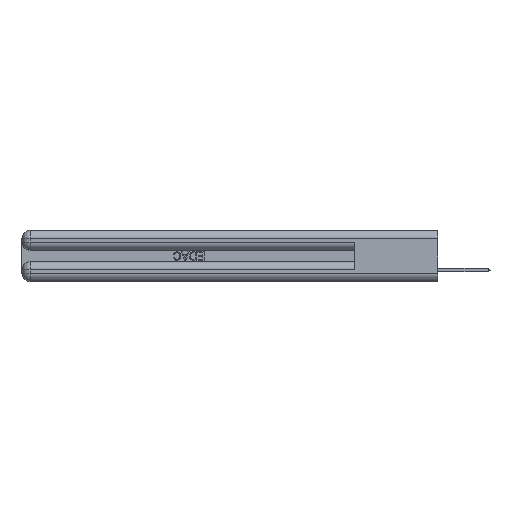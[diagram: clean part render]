
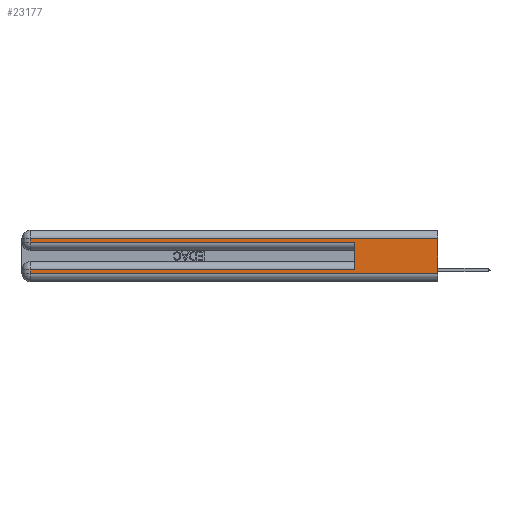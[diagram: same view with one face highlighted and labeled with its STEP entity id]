
A CAD part, left-side view. The second image highlights one B-rep face of the part: STEP entity #23177.
In plain terms, the highlighted planar face has unit normal (-1, 0, 0).
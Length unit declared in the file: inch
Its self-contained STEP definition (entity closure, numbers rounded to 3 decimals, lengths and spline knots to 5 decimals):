
#1038 = CARTESIAN_POINT ( 'NONE',  ( 0., 2.94, 0.06 ) ) ;
#1510 = CARTESIAN_POINT ( 'NONE',  ( 0., 2.94, 0.285 ) ) ;
#3448 = VERTEX_POINT ( 'NONE', #21810 ) ;
#5244 = EDGE_CURVE ( 'NONE', #51817, #12880, #15344, .T. ) ;
#6970 = VECTOR ( 'NONE', #20302, 39.37008 ) ;
#7807 = VECTOR ( 'NONE', #54692, 39.37008 ) ;
#8177 = EDGE_CURVE ( 'NONE', #12880, #26708, #53734, .T. ) ;
#8493 = LINE ( 'NONE', #23558, #35173 ) ;
#9031 = LINE ( 'NONE', #41494, #11045 ) ;
#9829 = CARTESIAN_POINT ( 'NONE',  ( 0., 2.94, 0.31 ) ) ;
#11045 = VECTOR ( 'NONE', #45817, 39.37008 ) ;
#11789 = DIRECTION ( 'NONE',  ( 0., 1., 0. ) ) ;
#12065 = CARTESIAN_POINT ( 'NONE',  ( 0., 2.94, 0.085 ) ) ;
#12609 = DIRECTION ( 'NONE',  ( 0., 0., -1. ) ) ;
#12876 = EDGE_CURVE ( 'NONE', #31289, #3448, #40498, .T. ) ;
#12880 = VERTEX_POINT ( 'NONE', #1510 ) ;
#12892 = VERTEX_POINT ( 'NONE', #12065 ) ;
#15067 = EDGE_CURVE ( 'NONE', #43267, #26708, #41971, .T. ) ;
#15110 = ORIENTED_EDGE ( 'NONE', *, *, #24934, .F. ) ;
#15344 = LINE ( 'NONE', #37465, #21418 ) ;
#16191 = ORIENTED_EDGE ( 'NONE', *, *, #8177, .T. ) ;
#16274 = EDGE_CURVE ( 'NONE', #12892, #31289, #9031, .T. ) ;
#20302 = DIRECTION ( 'NONE',  ( 0., -1., 0. ) ) ;
#20861 = PLANE ( 'NONE',  #46793 ) ;
#21189 = CARTESIAN_POINT ( 'NONE',  ( 0., 0., 0.31 ) ) ;
#21418 = VECTOR ( 'NONE', #32835, 39.37008 ) ;
#21810 = CARTESIAN_POINT ( 'NONE',  ( 0., 0., 0.06 ) ) ;
#22716 = ORIENTED_EDGE ( 'NONE', *, *, #15067, .F. ) ;
#23177 = ADVANCED_FACE ( 'NONE', ( #23693 ), #20861, .F. ) ;
#23558 = CARTESIAN_POINT ( 'NONE',  ( 0., 0., 0.085 ) ) ;
#23693 = FACE_OUTER_BOUND ( 'NONE', #38397, .T. ) ;
#24620 = CARTESIAN_POINT ( 'NONE',  ( 0., 0., 0.37 ) ) ;
#24934 = EDGE_CURVE ( 'NONE', #41402, #3448, #30149, .T. ) ;
#25401 = CARTESIAN_POINT ( 'NONE',  ( 0., 0.6, 0.085 ) ) ;
#25498 = DIRECTION ( 'NONE',  ( 0., 0., 1. ) ) ;
#25613 = EDGE_CURVE ( 'NONE', #41402, #51817, #38180, .T. ) ;
#26708 = VERTEX_POINT ( 'NONE', #30117 ) ;
#29369 = DIRECTION ( 'NONE',  ( 0., 1., 0. ) ) ;
#29680 = CARTESIAN_POINT ( 'NONE',  ( 0., 0., 0.31 ) ) ;
#30117 = CARTESIAN_POINT ( 'NONE',  ( 0., 0.6, 0.285 ) ) ;
#30149 = LINE ( 'NONE', #45911, #32913 ) ;
#31289 = VERTEX_POINT ( 'NONE', #1038 ) ;
#32700 = EDGE_CURVE ( 'NONE', #43267, #12892, #8493, .T. ) ;
#32835 = DIRECTION ( 'NONE',  ( 0., 0., -1. ) ) ;
#32913 = VECTOR ( 'NONE', #12609, 39.37008 ) ;
#33581 = VECTOR ( 'NONE', #29369, 39.37008 ) ;
#35173 = VECTOR ( 'NONE', #11789, 39.37008 ) ;
#37456 = DIRECTION ( 'NONE',  ( 0., 0., -1. ) ) ;
#37465 = CARTESIAN_POINT ( 'NONE',  ( 0., 2.94, 0.37 ) ) ;
#37849 = DIRECTION ( 'NONE',  ( 1., 0., 0. ) ) ;
#38180 = LINE ( 'NONE', #21189, #33581 ) ;
#38397 = EDGE_LOOP ( 'NONE', ( #15110, #42347, #44487, #16191, #22716, #55281, #50278, #52922 ) ) ;
#40498 = LINE ( 'NONE', #48469, #7807 ) ;
#41402 = VERTEX_POINT ( 'NONE', #29680 ) ;
#41494 = CARTESIAN_POINT ( 'NONE',  ( 0., 2.94, 0.37 ) ) ;
#41737 = CARTESIAN_POINT ( 'NONE',  ( 0., 0.6, 0.145 ) ) ;
#41971 = LINE ( 'NONE', #41737, #53998 ) ;
#42347 = ORIENTED_EDGE ( 'NONE', *, *, #25613, .T. ) ;
#43267 = VERTEX_POINT ( 'NONE', #25401 ) ;
#44487 = ORIENTED_EDGE ( 'NONE', *, *, #5244, .T. ) ;
#45817 = DIRECTION ( 'NONE',  ( 0., 0., -1. ) ) ;
#45911 = CARTESIAN_POINT ( 'NONE',  ( 0., 0., 0.37 ) ) ;
#46793 = AXIS2_PLACEMENT_3D ( 'NONE', #24620, #37849, #37456 ) ;
#48469 = CARTESIAN_POINT ( 'NONE',  ( 0., 0., 0.06 ) ) ;
#50278 = ORIENTED_EDGE ( 'NONE', *, *, #16274, .T. ) ;
#50727 = CARTESIAN_POINT ( 'NONE',  ( 0., 0., 0.285 ) ) ;
#51817 = VERTEX_POINT ( 'NONE', #9829 ) ;
#52922 = ORIENTED_EDGE ( 'NONE', *, *, #12876, .T. ) ;
#53734 = LINE ( 'NONE', #50727, #6970 ) ;
#53998 = VECTOR ( 'NONE', #25498, 39.37008 ) ;
#54692 = DIRECTION ( 'NONE',  ( 0., -1., 0. ) ) ;
#55281 = ORIENTED_EDGE ( 'NONE', *, *, #32700, .T. ) ;
